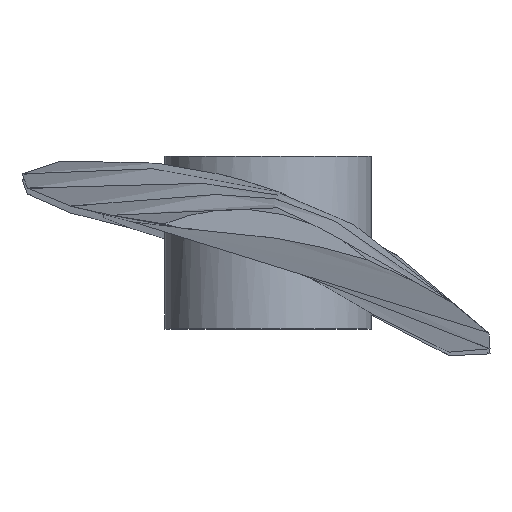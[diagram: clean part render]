
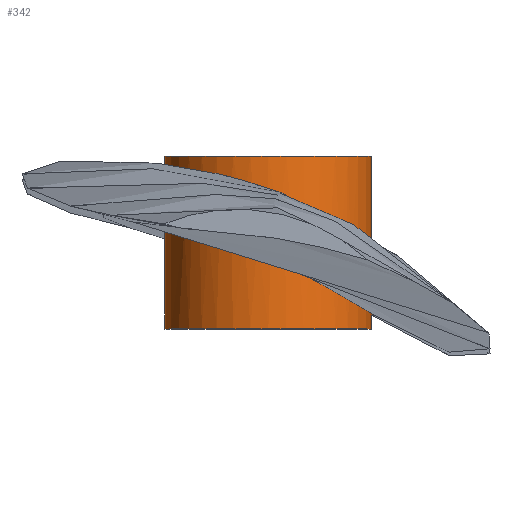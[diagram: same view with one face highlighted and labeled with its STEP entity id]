
A CAD part, top view. The second image highlights one B-rep face of the part: STEP entity #342.
In plain terms, the highlighted cylindrical face has radius 6 mm (diameter 12 mm), a partial arc.
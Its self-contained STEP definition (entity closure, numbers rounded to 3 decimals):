
#11=CARTESIAN_POINT('',(0.,0.,0.));
#12=DIRECTION('',(0.,-1.,0.));
#13=DIRECTION('',(1.,0.,0.));
#14=AXIS2_PLACEMENT_3D('',#11,#12,#13);
#39=CARTESIAN_POINT('',(0.,10.,0.));
#40=DIRECTION('',(0.,-1.,0.));
#41=DIRECTION('',(1.,0.,0.));
#42=AXIS2_PLACEMENT_3D('',#39,#40,#41);
#49=DIRECTION('',(0.,1.,0.));
#50=VECTOR('',#49,10.);
#51=CARTESIAN_POINT('',(6.,0.,0.));
#52=LINE('',#51,#50);
#53=DIRECTION('',(0.,1.,0.));
#54=VECTOR('',#53,0.12);
#55=CARTESIAN_POINT('',(-4.873,5.844,3.5));
#56=LINE('',#55,#54);
#57=CARTESIAN_POINT('',(-3.462,5.752,4.9));
#58=CARTESIAN_POINT('',(-3.639,5.757,4.776));
#59=CARTESIAN_POINT('',(-3.982,5.774,4.505));
#60=CARTESIAN_POINT('',(-4.466,5.811,4.026));
#61=CARTESIAN_POINT('',(-4.744,5.834,3.68));
#62=CARTESIAN_POINT('',(-4.873,5.844,3.5));
#64=CARTESIAN_POINT('',(4.797,4.119,3.604));
#65=CARTESIAN_POINT('',(4.55,4.139,3.933));
#66=CARTESIAN_POINT('',(3.978,4.223,4.553));
#67=CARTESIAN_POINT('',(2.901,4.47,5.309));
#68=CARTESIAN_POINT('',(1.642,4.802,5.825));
#69=CARTESIAN_POINT('',(0.288,5.156,6.044));
#70=CARTESIAN_POINT('',(-1.066,5.466,5.957));
#71=CARTESIAN_POINT('',(-2.375,5.684,5.563));
#72=CARTESIAN_POINT('',(-3.121,5.743,5.141));
#73=CARTESIAN_POINT('',(-3.462,5.752,4.9));
#75=CARTESIAN_POINT('',(-4.873,5.964,3.5));
#76=CARTESIAN_POINT('',(-4.617,6.124,3.857));
#77=CARTESIAN_POINT('',(-4.038,6.403,4.498));
#78=CARTESIAN_POINT('',(-3.027,6.663,5.228));
#79=CARTESIAN_POINT('',(-1.935,6.753,5.72));
#80=CARTESIAN_POINT('',(-0.8,6.675,5.983));
#81=CARTESIAN_POINT('',(0.361,6.438,6.029));
#82=CARTESIAN_POINT('',(1.601,6.01,5.83));
#83=CARTESIAN_POINT('',(2.831,5.409,5.349));
#84=CARTESIAN_POINT('',(3.972,4.697,4.563));
#85=CARTESIAN_POINT('',(4.544,4.293,3.941));
#86=CARTESIAN_POINT('',(4.797,4.119,3.604));
#88=DIRECTION('',(0.,1.,0.));
#89=VECTOR('',#88,10.);
#90=CARTESIAN_POINT('',(-6.,0.,0.));
#91=LINE('',#90,#89);
#225=CARTESIAN_POINT('',(6.,0.,0.));
#226=CARTESIAN_POINT('',(-6.,0.,0.));
#227=VERTEX_POINT('',#225);
#228=VERTEX_POINT('',#226);
#233=CARTESIAN_POINT('',(6.,10.,0.));
#234=CARTESIAN_POINT('',(-6.,10.,0.));
#235=VERTEX_POINT('',#233);
#236=VERTEX_POINT('',#234);
#251=CARTESIAN_POINT('',(-4.873,5.844,3.5));
#252=CARTESIAN_POINT('',(-4.873,5.964,3.5));
#253=VERTEX_POINT('',#251);
#254=VERTEX_POINT('',#252);
#255=VERTEX_POINT('',#57);
#256=VERTEX_POINT('',#64);
#319=CARTESIAN_POINT('',(0.,0.,0.));
#320=DIRECTION('',(0.,-1.,0.));
#321=DIRECTION('',(1.,0.,0.));
#322=AXIS2_PLACEMENT_3D('',#319,#320,#321);
#323=CYLINDRICAL_SURFACE('',#322,6.);
#324=ORIENTED_EDGE('',*,*,#262,.T.);
#326=ORIENTED_EDGE('',*,*,#325,.T.);
#327=ORIENTED_EDGE('',*,*,#308,.F.);
#329=ORIENTED_EDGE('',*,*,#328,.F.);
#330=EDGE_LOOP('',(#324,#326,#327,#329));
#331=FACE_OUTER_BOUND('',#330,.F.);
#333=ORIENTED_EDGE('',*,*,#332,.F.);
#335=ORIENTED_EDGE('',*,*,#334,.F.);
#337=ORIENTED_EDGE('',*,*,#336,.F.);
#339=ORIENTED_EDGE('',*,*,#338,.F.);
#340=EDGE_LOOP('',(#333,#335,#337,#339));
#341=FACE_BOUND('',#340,.F.);
#342=ADVANCED_FACE('',(#331,#341),#323,.T.);
#15=CIRCLE('',#14,6.);
#43=CIRCLE('',#42,6.);
#63=B_SPLINE_CURVE_WITH_KNOTS('',3,(#57,#58,#59,#60,#61,#62),.UNSPECIFIED.,.F.,
.F.,(4,1,1,4),(0.,0.333,0.667,1.),.UNSPECIFIED.);
#74=B_SPLINE_CURVE_WITH_KNOTS('',3,(#64,#65,#66,#67,#68,#69,#70,#71,#72,#73),
.UNSPECIFIED.,.F.,.F.,(4,1,1,1,1,1,1,4),(0.,0.143,
0.286,0.429,0.571,0.714,
0.857,1.),.UNSPECIFIED.);
#87=B_SPLINE_CURVE_WITH_KNOTS('',3,(#75,#76,#77,#78,#79,#80,#81,#82,#83,#84,#85,
#86),.UNSPECIFIED.,.F.,.F.,(4,1,1,1,1,1,1,1,1,4),(0.,0.111,
0.222,0.333,0.444,0.556,
0.667,0.778,0.889,1.),.UNSPECIFIED.);
#262=EDGE_CURVE('',#227,#228,#15,.T.);
#308=EDGE_CURVE('',#235,#236,#43,.T.);
#325=EDGE_CURVE('',#228,#236,#91,.T.);
#328=EDGE_CURVE('',#227,#235,#52,.T.);
#332=EDGE_CURVE('',#253,#254,#56,.T.);
#334=EDGE_CURVE('',#255,#253,#63,.T.);
#336=EDGE_CURVE('',#256,#255,#74,.T.);
#338=EDGE_CURVE('',#254,#256,#87,.T.);
